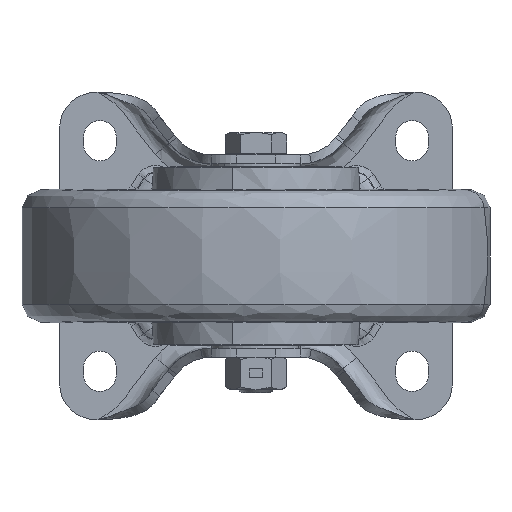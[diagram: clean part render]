
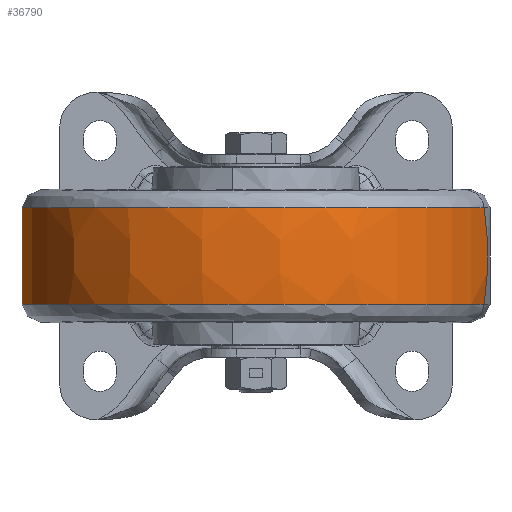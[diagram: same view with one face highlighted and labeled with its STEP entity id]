
A CAD part, front view. The second image highlights one B-rep face of the part: STEP entity #36790.
In plain terms, the highlighted free-form (B-spline) face has degree [3, 3] with [4, 4] control points.
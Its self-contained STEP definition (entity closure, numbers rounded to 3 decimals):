
#347 = CARTESIAN_POINT ( 'NONE',  ( 40.901, -281.36, 16.289 ) ) ;
#721 = CARTESIAN_POINT ( 'NONE',  ( 40.901, -281.36, -16.289 ) ) ;
#873 = ORIENTED_EDGE ( 'NONE', *, *, #13701, .T. ) ;
#910 = AXIS2_PLACEMENT_3D ( 'NONE', #7625, #29262, #1295 ) ;
#1146 = CARTESIAN_POINT ( 'NONE',  ( 41.742, -284.884, -5.47 ) ) ;
#1295 = DIRECTION ( 'NONE',  ( -0.974, 0.227, 0. ) ) ;
#3205 = FACE_OUTER_BOUND ( 'NONE', #24373, .T. ) ;
#3385 = CARTESIAN_POINT ( 'NONE',  ( -76.724, -92.088, -16.289 ) ) ;
#3495 = CIRCLE ( 'NONE', #39216, 78.787 ) ;
#3755 = CIRCLE ( 'NONE', #40227, 110. ) ;
#4236 = DIRECTION ( 'NONE',  ( -0.974, 0.227, 0. ) ) ;
#4303 = DIRECTION ( 'NONE',  ( -0.974, 0.227, 0. ) ) ;
#6862 = CARTESIAN_POINT ( 'NONE',  ( 41.742, -284.884, 5.47 ) ) ;
#7625 = CARTESIAN_POINT ( 'NONE',  ( 29.214, -116.82, 0. ) ) ;
#8375 = CARTESIAN_POINT ( 'NONE',  ( -29.214, -103.18, 0. ) ) ;
#10635 = DIRECTION ( 'NONE',  ( 0.974, -0.227, 0. ) ) ;
#11896 =( BOUNDED_SURFACE ( )  B_SPLINE_SURFACE ( 3, 3, ( 
 ( #29108, #16448, #347, #16259 ),
 ( #31586, #34429, #6862, #31383 ),
 ( #31780, #37652, #1146, #22390 ),
 ( #3385, #22791, #721, #12826 ) ),
 .UNSPECIFIED., .F., .F., .F. ) 
 B_SPLINE_SURFACE_WITH_KNOTS ( ( 4, 4 ),
 ( 4, 4 ),
 ( 0., 1. ),
 ( 0., 1. ),
 .UNSPECIFIED. ) 
 GEOMETRIC_REPRESENTATION_ITEM ( )  RATIONAL_B_SPLINE_SURFACE ( (
 ( 1., 0.333, 0.333, 1.),
 ( 0.993, 0.331, 0.331, 0.993),
 ( 0.993, 0.331, 0.331, 0.993),
 ( 1., 0.333, 0.333, 1.) ) ) 
 REPRESENTATION_ITEM ( '' )  SURFACE ( )  );
#12547 = CARTESIAN_POINT ( 'NONE',  ( 76.724, -127.912, -16.289 ) ) ;
#12826 = CARTESIAN_POINT ( 'NONE',  ( 76.724, -127.912, -16.289 ) ) ;
#12976 = VERTEX_POINT ( 'NONE', #12547 ) ;
#13701 = EDGE_CURVE ( 'NONE', #29817, #12976, #3495, .T. ) ;
#14136 = DIRECTION ( 'NONE',  ( 0.227, 0.974, 0. ) ) ;
#15908 = EDGE_CURVE ( 'NONE', #17974, #32587, #27397, .T. ) ;
#16259 = CARTESIAN_POINT ( 'NONE',  ( 76.724, -127.912, 16.289 ) ) ;
#16448 = CARTESIAN_POINT ( 'NONE',  ( -112.547, -245.537, 16.289 ) ) ;
#16919 = EDGE_CURVE ( 'NONE', #17974, #12976, #3755, .T. ) ;
#17666 = AXIS2_PLACEMENT_3D ( 'NONE', #22489, #19632, #4303 ) ;
#17974 = VERTEX_POINT ( 'NONE', #20063 ) ;
#18543 = CIRCLE ( 'NONE', #910, 110. ) ;
#19632 = DIRECTION ( 'NONE',  ( 0., 0., -1. ) ) ;
#19764 = DIRECTION ( 'NONE',  ( 0., 0., 1. ) ) ;
#20063 = CARTESIAN_POINT ( 'NONE',  ( 76.724, -127.912, 16.289 ) ) ;
#22390 = CARTESIAN_POINT ( 'NONE',  ( 78.302, -128.28, -5.47 ) ) ;
#22489 = CARTESIAN_POINT ( 'NONE',  ( 0., -110., 16.289 ) ) ;
#22791 = CARTESIAN_POINT ( 'NONE',  ( -112.547, -245.537, -16.289 ) ) ;
#24373 = EDGE_LOOP ( 'NONE', ( #31155, #31868, #36346, #873 ) ) ;
#25900 = CARTESIAN_POINT ( 'NONE',  ( 0., -110., -16.289 ) ) ;
#27397 = CIRCLE ( 'NONE', #17666, 78.787 ) ;
#29108 = CARTESIAN_POINT ( 'NONE',  ( -76.724, -92.088, 16.289 ) ) ;
#29262 = DIRECTION ( 'NONE',  ( -0.227, -0.974, 0. ) ) ;
#29817 = VERTEX_POINT ( 'NONE', #38402 ) ;
#31155 = ORIENTED_EDGE ( 'NONE', *, *, #16919, .F. ) ;
#31288 = EDGE_CURVE ( 'NONE', #32587, #29817, #18543, .T. ) ;
#31383 = CARTESIAN_POINT ( 'NONE',  ( 78.302, -128.28, 5.47 ) ) ;
#31586 = CARTESIAN_POINT ( 'NONE',  ( -78.302, -91.72, 5.47 ) ) ;
#31780 = CARTESIAN_POINT ( 'NONE',  ( -78.302, -91.72, -5.47 ) ) ;
#31868 = ORIENTED_EDGE ( 'NONE', *, *, #15908, .T. ) ;
#32587 = VERTEX_POINT ( 'NONE', #34670 ) ;
#34429 = CARTESIAN_POINT ( 'NONE',  ( -114.862, -248.324, 5.47 ) ) ;
#34670 = CARTESIAN_POINT ( 'NONE',  ( -76.724, -92.088, 16.289 ) ) ;
#36346 = ORIENTED_EDGE ( 'NONE', *, *, #31288, .T. ) ;
#36790 = ADVANCED_FACE ( 'NONE', ( #3205 ), #11896, .T. ) ;
#37652 = CARTESIAN_POINT ( 'NONE',  ( -114.862, -248.324, -5.47 ) ) ;
#38402 = CARTESIAN_POINT ( 'NONE',  ( -76.724, -92.088, -16.289 ) ) ;
#39216 = AXIS2_PLACEMENT_3D ( 'NONE', #25900, #19764, #4236 ) ;
#40227 = AXIS2_PLACEMENT_3D ( 'NONE', #8375, #14136, #10635 ) ;
